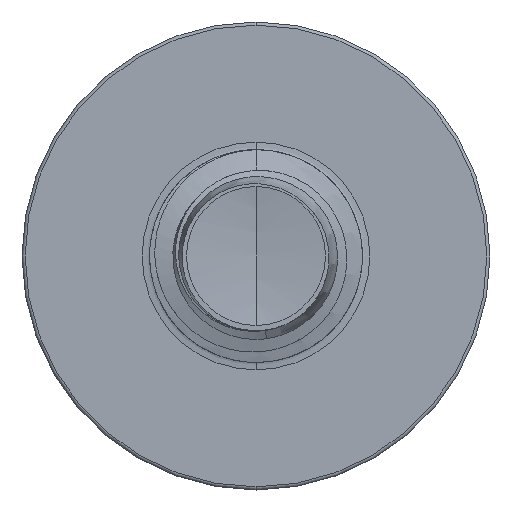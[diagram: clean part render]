
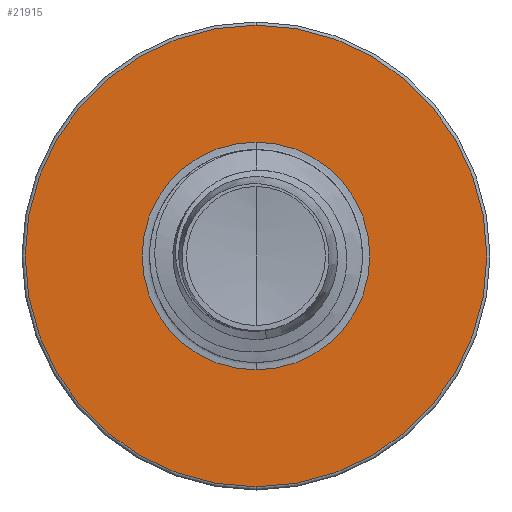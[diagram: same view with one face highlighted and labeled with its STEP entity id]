
A CAD part, front view. The second image highlights one B-rep face of the part: STEP entity #21915.
In plain terms, the highlighted planar face has unit normal (0, -1, 0).
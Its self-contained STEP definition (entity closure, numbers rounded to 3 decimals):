
#420 = CARTESIAN_POINT ( 'NONE',  ( 0., 15., 0. ) ) ;
#763 = DIRECTION ( 'NONE',  ( 0., 0., 1. ) ) ;
#781 = CIRCLE ( 'NONE', #34652, 2.677 ) ;
#812 = DIRECTION ( 'NONE',  ( 0., 1., 0. ) ) ;
#843 = CARTESIAN_POINT ( 'NONE',  ( 0., 15., 0. ) ) ;
#1005 = EDGE_LOOP ( 'NONE', ( #2943, #17562 ) ) ;
#2943 = ORIENTED_EDGE ( 'NONE', *, *, #27358, .T. ) ;
#3699 = CARTESIAN_POINT ( 'NONE',  ( 0., 15., 5.425 ) ) ;
#3868 = DIRECTION ( 'NONE',  ( 0., 0., 1. ) ) ;
#4886 = EDGE_CURVE ( 'NONE', #6728, #29500, #5963, .T. ) ;
#5963 = CIRCLE ( 'NONE', #22427, 5.425 ) ;
#6206 = CARTESIAN_POINT ( 'NONE',  ( 0., 15., 0. ) ) ;
#6728 = VERTEX_POINT ( 'NONE', #3699 ) ;
#7727 = CARTESIAN_POINT ( 'NONE',  ( 0., 15., 0. ) ) ;
#8299 = CIRCLE ( 'NONE', #33882, 2.677 ) ;
#9591 = DIRECTION ( 'NONE',  ( 0., 0., 1. ) ) ;
#11064 = DIRECTION ( 'NONE',  ( 0., 0., 1. ) ) ;
#13092 = CARTESIAN_POINT ( 'NONE',  ( 0., 15., -2.677 ) ) ;
#17562 = ORIENTED_EDGE ( 'NONE', *, *, #22593, .T. ) ;
#19781 = DIRECTION ( 'NONE',  ( 0., 0., 1. ) ) ;
#19849 = CIRCLE ( 'NONE', #20118, 5.425 ) ;
#20046 = AXIS2_PLACEMENT_3D ( 'NONE', #34287, #34373, #19781 ) ;
#20118 = AXIS2_PLACEMENT_3D ( 'NONE', #6206, #26663, #9591 ) ;
#21915 = ADVANCED_FACE ( 'NONE', ( #33171, #26808 ), #32388, .F. ) ;
#22427 = AXIS2_PLACEMENT_3D ( 'NONE', #843, #812, #763 ) ;
#22545 = DIRECTION ( 'NONE',  ( 0., 1., 0. ) ) ;
#22593 = EDGE_CURVE ( 'NONE', #29768, #24867, #781, .T. ) ;
#24867 = VERTEX_POINT ( 'NONE', #30807 ) ;
#26211 = CARTESIAN_POINT ( 'NONE',  ( 0., 15., -5.425 ) ) ;
#26663 = DIRECTION ( 'NONE',  ( 0., 1., 0. ) ) ;
#26808 = FACE_BOUND ( 'NONE', #1005, .T. ) ;
#27358 = EDGE_CURVE ( 'NONE', #24867, #29768, #8299, .T. ) ;
#27399 = ORIENTED_EDGE ( 'NONE', *, *, #28474, .F. ) ;
#27472 = ORIENTED_EDGE ( 'NONE', *, *, #4886, .F. ) ;
#27824 = DIRECTION ( 'NONE',  ( 0., 1., 0. ) ) ;
#28474 = EDGE_CURVE ( 'NONE', #29500, #6728, #19849, .T. ) ;
#28830 = EDGE_LOOP ( 'NONE', ( #27472, #27399 ) ) ;
#29500 = VERTEX_POINT ( 'NONE', #26211 ) ;
#29768 = VERTEX_POINT ( 'NONE', #13092 ) ;
#30807 = CARTESIAN_POINT ( 'NONE',  ( 0., 15., 2.677 ) ) ;
#32388 = PLANE ( 'NONE',  #20046 ) ;
#33171 = FACE_OUTER_BOUND ( 'NONE', #28830, .T. ) ;
#33882 = AXIS2_PLACEMENT_3D ( 'NONE', #7727, #27824, #11064 ) ;
#34287 = CARTESIAN_POINT ( 'NONE',  ( 0., 15., -2.677 ) ) ;
#34373 = DIRECTION ( 'NONE',  ( 0., 1., 0. ) ) ;
#34652 = AXIS2_PLACEMENT_3D ( 'NONE', #420, #22545, #3868 ) ;
